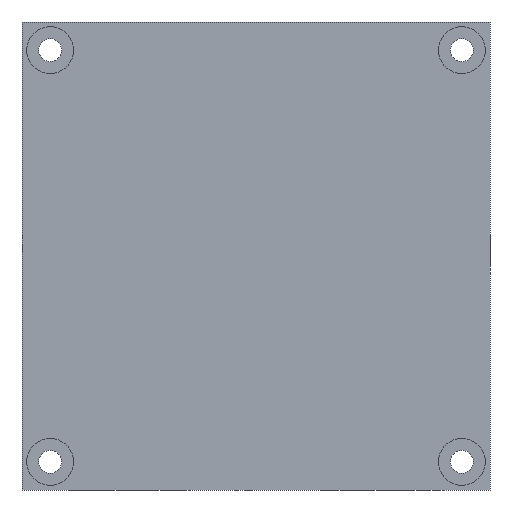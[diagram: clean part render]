
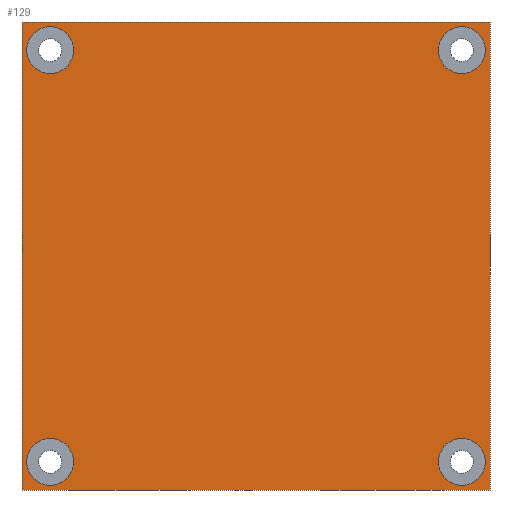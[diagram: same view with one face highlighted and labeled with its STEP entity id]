
A CAD part, front view. The second image highlights one B-rep face of the part: STEP entity #129.
In plain terms, the highlighted planar face has unit normal (0, -1, 0).
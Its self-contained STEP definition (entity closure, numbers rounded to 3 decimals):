
#129 = ADVANCED_FACE( '', ( #309, #310, #311, #312, #313 ), #314, .F. );
#309 = FACE_BOUND( '', #545, .T. );
#310 = FACE_BOUND( '', #546, .T. );
#311 = FACE_OUTER_BOUND( '', #547, .T. );
#312 = FACE_BOUND( '', #548, .T. );
#313 = FACE_BOUND( '', #549, .T. );
#314 = PLANE( '', #550 );
#545 = EDGE_LOOP( '', ( #837 ) );
#546 = EDGE_LOOP( '', ( #838 ) );
#547 = EDGE_LOOP( '', ( #839, #840, #841, #842 ) );
#548 = EDGE_LOOP( '', ( #843 ) );
#549 = EDGE_LOOP( '', ( #844 ) );
#550 = AXIS2_PLACEMENT_3D( '', #845, #846, #847 );
#837 = ORIENTED_EDGE( '', *, *, #1087, .F. );
#838 = ORIENTED_EDGE( '', *, *, #1103, .F. );
#839 = ORIENTED_EDGE( '', *, *, #1098, .T. );
#840 = ORIENTED_EDGE( '', *, *, #1066, .F. );
#841 = ORIENTED_EDGE( '', *, *, #1084, .F. );
#842 = ORIENTED_EDGE( '', *, *, #1056, .T. );
#843 = ORIENTED_EDGE( '', *, *, #1104, .F. );
#844 = ORIENTED_EDGE( '', *, *, #1072, .F. );
#845 = CARTESIAN_POINT( '', ( -50., 0., 100. ) );
#846 = DIRECTION( '', ( 0., 1., 0. ) );
#847 = DIRECTION( '', ( 0., 0., 1. ) );
#1056 = EDGE_CURVE( '', #1199, #1197, #1200, .T. );
#1066 = EDGE_CURVE( '', #1215, #1210, #1217, .T. );
#1072 = EDGE_CURVE( '', #1226, #1226, #1227, .T. );
#1084 = EDGE_CURVE( '', #1199, #1215, #1245, .T. );
#1087 = EDGE_CURVE( '', #1248, #1248, #1249, .T. );
#1098 = EDGE_CURVE( '', #1197, #1210, #1265, .T. );
#1103 = EDGE_CURVE( '', #1272, #1272, #1273, .T. );
#1104 = EDGE_CURVE( '', #1274, #1274, #1275, .T. );
#1197 = VERTEX_POINT( '', #1384 );
#1199 = VERTEX_POINT( '', #1387 );
#1200 = LINE( '', #1388, #1389 );
#1210 = VERTEX_POINT( '', #1401 );
#1215 = VERTEX_POINT( '', #1408 );
#1217 = LINE( '', #1411, #1412 );
#1226 = VERTEX_POINT( '', #1421 );
#1227 = CIRCLE( '', #1422, 5. );
#1245 = LINE( '', #1440, #1441 );
#1248 = VERTEX_POINT( '', #1445 );
#1249 = CIRCLE( '', #1446, 5. );
#1265 = LINE( '', #1524, #1525 );
#1272 = VERTEX_POINT( '', #1532 );
#1273 = CIRCLE( '', #1533, 5. );
#1274 = VERTEX_POINT( '', #1534 );
#1275 = CIRCLE( '', #1535, 5. );
#1384 = CARTESIAN_POINT( '', ( -50., 0., 0. ) );
#1387 = CARTESIAN_POINT( '', ( -50., 0., 100. ) );
#1388 = CARTESIAN_POINT( '', ( -50., 0., 100. ) );
#1389 = VECTOR( '', #1651, 1000. );
#1401 = CARTESIAN_POINT( '', ( 50., 0., 0. ) );
#1408 = CARTESIAN_POINT( '', ( 50., 0., 100. ) );
#1411 = CARTESIAN_POINT( '', ( 50., 0., 100. ) );
#1412 = VECTOR( '', #1663, 1000. );
#1421 = CARTESIAN_POINT( '', ( -44., 0., 89. ) );
#1422 = AXIS2_PLACEMENT_3D( '', #1673, #1674, #1675 );
#1440 = CARTESIAN_POINT( '', ( -50., 0., 100. ) );
#1441 = VECTOR( '', #1694, 1000. );
#1445 = CARTESIAN_POINT( '', ( 44., 0., 89. ) );
#1446 = AXIS2_PLACEMENT_3D( '', #1696, #1697, #1698 );
#1524 = CARTESIAN_POINT( '', ( -50., 0., 0. ) );
#1525 = VECTOR( '', #1712, 1000. );
#1532 = CARTESIAN_POINT( '', ( 44., 0., 1. ) );
#1533 = AXIS2_PLACEMENT_3D( '', #1719, #1720, #1721 );
#1534 = CARTESIAN_POINT( '', ( -44., 0., 1. ) );
#1535 = AXIS2_PLACEMENT_3D( '', #1722, #1723, #1724 );
#1651 = DIRECTION( '', ( 0., 0., -1. ) );
#1663 = DIRECTION( '', ( 0., 0., -1. ) );
#1673 = CARTESIAN_POINT( '', ( -44., 0., 94. ) );
#1674 = DIRECTION( '', ( 0., -1., 0. ) );
#1675 = DIRECTION( '', ( 0., 0., -1. ) );
#1694 = DIRECTION( '', ( 1., 0., 0. ) );
#1696 = CARTESIAN_POINT( '', ( 44., 0., 94. ) );
#1697 = DIRECTION( '', ( 0., -1., 0. ) );
#1698 = DIRECTION( '', ( 0., 0., -1. ) );
#1712 = DIRECTION( '', ( 1., 0., 0. ) );
#1719 = CARTESIAN_POINT( '', ( 44., 0., 6. ) );
#1720 = DIRECTION( '', ( 0., -1., 0. ) );
#1721 = DIRECTION( '', ( 0., 0., -1. ) );
#1722 = CARTESIAN_POINT( '', ( -44., 0., 6. ) );
#1723 = DIRECTION( '', ( 0., -1., 0. ) );
#1724 = DIRECTION( '', ( 0., 0., -1. ) );
